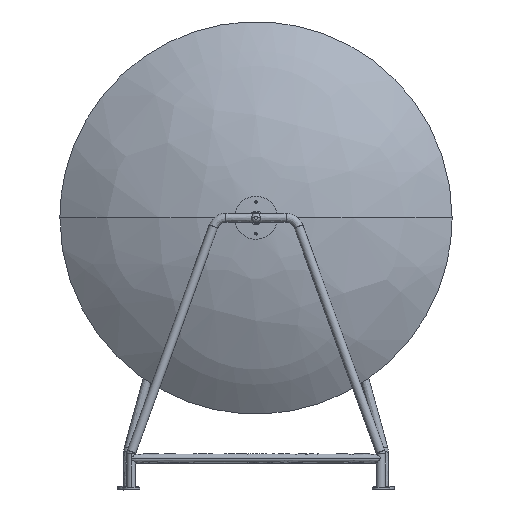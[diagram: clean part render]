
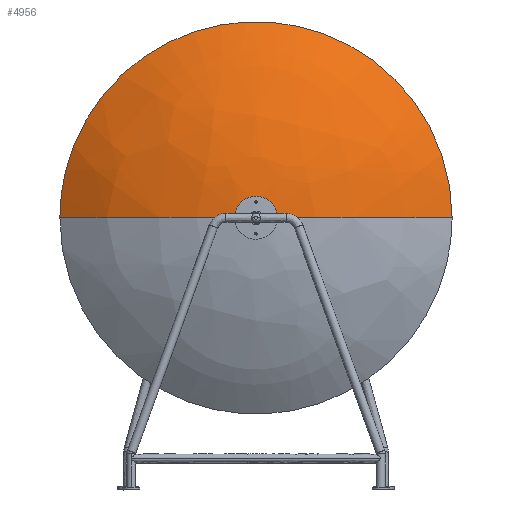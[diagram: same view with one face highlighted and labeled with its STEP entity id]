
A CAD part, top view. The second image highlights one B-rep face of the part: STEP entity #4956.
In plain terms, the highlighted free-form (B-spline) face has degree [2, 2] with [3, 3] control points.
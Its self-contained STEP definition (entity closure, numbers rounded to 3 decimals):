
#3779 = EDGE_CURVE('',#3780,#3782,#3784,.T.);
#3780 = VERTEX_POINT('',#3781);
#3781 = CARTESIAN_POINT('',(100.142,167.92,
    813.737));
#3782 = VERTEX_POINT('',#3783);
#3783 = CARTESIAN_POINT('',(-110.663,167.92,
    813.737));
#3784 = ( BOUNDED_CURVE() B_SPLINE_CURVE(2,(#3785,#3786,#3787,#3788,
#3789),.UNSPECIFIED.,.F.,.F.) B_SPLINE_CURVE_WITH_KNOTS((3,2,3),(
    3.142,4.712,6.283),
.PIECEWISE_BEZIER_KNOTS.) CURVE() GEOMETRIC_REPRESENTATION_ITEM() 
RATIONAL_B_SPLINE_CURVE((1.,0.707,1.,0.707,1.)) 
REPRESENTATION_ITEM('') );
#3785 = CARTESIAN_POINT('',(100.142,167.92,
    813.737));
#3786 = CARTESIAN_POINT('',(100.142,273.323,
    813.737));
#3787 = CARTESIAN_POINT('',(-5.26,273.323,
    813.737));
#3788 = CARTESIAN_POINT('',(-110.663,273.323,
    813.737));
#3789 = CARTESIAN_POINT('',(-110.663,167.92,
    813.737));
#3828 = VERTEX_POINT('',#3829);
#3829 = CARTESIAN_POINT('',(-968.254,167.92,
    504.147));
#3830 = VERTEX_POINT('',#3831);
#3831 = CARTESIAN_POINT('',(957.733,167.92,
    504.147));
#3839 = EDGE_CURVE('',#3830,#3780,#3840,.T.);
#3840 = ( BOUNDED_CURVE() B_SPLINE_CURVE(2,(#3841,#3842,#3843),
.UNSPECIFIED.,.F.,.F.) B_SPLINE_CURVE_WITH_KNOTS((3,3),(0.942,
1.506),.PIECEWISE_BEZIER_KNOTS.) CURVE() 
GEOMETRIC_REPRESENTATION_ITEM() RATIONAL_B_SPLINE_CURVE((1.,
0.96,1.)) REPRESENTATION_ITEM('') );
#3841 = CARTESIAN_POINT('',(957.733,167.92,
    504.147));
#3842 = CARTESIAN_POINT('',(573.793,167.92,
    783.194));
#3843 = CARTESIAN_POINT('',(100.142,167.92,
    813.737));
#3853 = EDGE_CURVE('',#3828,#3782,#3854,.T.);
#3854 = ( BOUNDED_CURVE() B_SPLINE_CURVE(2,(#3855,#3856,#3857),
.UNSPECIFIED.,.F.,.F.) B_SPLINE_CURVE_WITH_KNOTS((3,3),(5.655,
6.219),.PIECEWISE_BEZIER_KNOTS.) CURVE() 
GEOMETRIC_REPRESENTATION_ITEM() RATIONAL_B_SPLINE_CURVE((1.,
0.96,1.)) REPRESENTATION_ITEM('') );
#3855 = CARTESIAN_POINT('',(-968.254,167.92,
    504.147));
#3856 = CARTESIAN_POINT('',(-584.314,167.92,
    783.194));
#3857 = CARTESIAN_POINT('',(-110.663,167.92,
    813.737));
#4956 = ADVANCED_FACE('',(#4957),#4970,.T.);
#4957 = FACE_BOUND('',#4958,.T.);
#4958 = EDGE_LOOP('',(#4959,#4960,#4968,#4969));
#4959 = ORIENTED_EDGE('',*,*,#3839,.F.);
#4960 = ORIENTED_EDGE('',*,*,#4961,.T.);
#4961 = EDGE_CURVE('',#3830,#3828,#4962,.T.);
#4962 = ( BOUNDED_CURVE() B_SPLINE_CURVE(2,(#4963,#4964,#4965,#4966,
#4967),.UNSPECIFIED.,.F.,.F.) B_SPLINE_CURVE_WITH_KNOTS((3,2,3),(0.,
1.571,3.142),.PIECEWISE_BEZIER_KNOTS.) CURVE() 
GEOMETRIC_REPRESENTATION_ITEM() RATIONAL_B_SPLINE_CURVE((1.,
0.707,1.,0.707,1.)) REPRESENTATION_ITEM('') );
#4963 = CARTESIAN_POINT('',(957.733,167.92,
    504.147));
#4964 = CARTESIAN_POINT('',(957.733,1130.913,
    504.147));
#4965 = CARTESIAN_POINT('',(-5.26,1130.913,
    504.147));
#4966 = CARTESIAN_POINT('',(-968.254,1130.913,
    504.147));
#4967 = CARTESIAN_POINT('',(-968.254,167.92,
    504.147));
#4968 = ORIENTED_EDGE('',*,*,#3853,.T.);
#4969 = ORIENTED_EDGE('',*,*,#3779,.F.);
#4970 = ( BOUNDED_SURFACE() B_SPLINE_SURFACE(2,2,(
    (#4971,#4972,#4973)
    ,(#4974,#4975,#4976)
    ,(#4977,#4978,#4979
)),.UNSPECIFIED.,.F.,.F.,.F.) B_SPLINE_SURFACE_WITH_KNOTS((3,3),(3,3),(
    4.084,5.341),(-0.631,0.),
.PIECEWISE_BEZIER_KNOTS.) GEOMETRIC_REPRESENTATION_ITEM() 
RATIONAL_B_SPLINE_SURFACE((
    (1.,0.951,1.)
    ,(0.809,0.769,0.809)
,(1.,0.951,1.))) REPRESENTATION_ITEM('') SURFACE() );
#4971 = CARTESIAN_POINT('',(772.315,1134.197,
    249.031));
#4972 = CARTESIAN_POINT('',(957.733,702.526,
    504.147));
#4973 = CARTESIAN_POINT('',(957.733,167.92,
    504.147));
#4974 = CARTESIAN_POINT('',(-5.26,1134.197,
    814.173));
#4975 = CARTESIAN_POINT('',(-5.26,702.526,
    1204.05));
#4976 = CARTESIAN_POINT('',(-5.26,167.92,
    1204.05));
#4977 = CARTESIAN_POINT('',(-782.836,1134.197,
    249.031));
#4978 = CARTESIAN_POINT('',(-968.254,702.526,
    504.147));
#4979 = CARTESIAN_POINT('',(-968.254,167.92,
    504.147));
